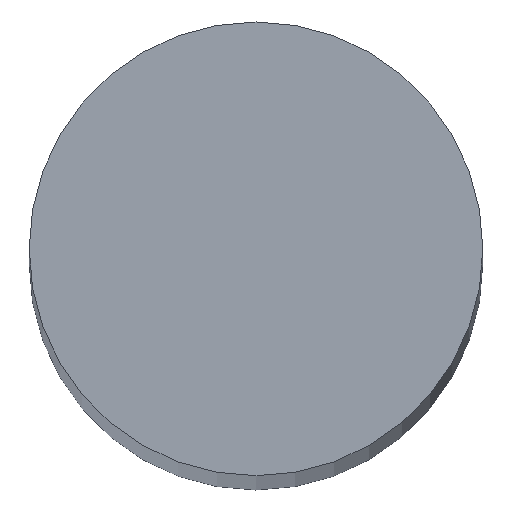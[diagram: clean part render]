
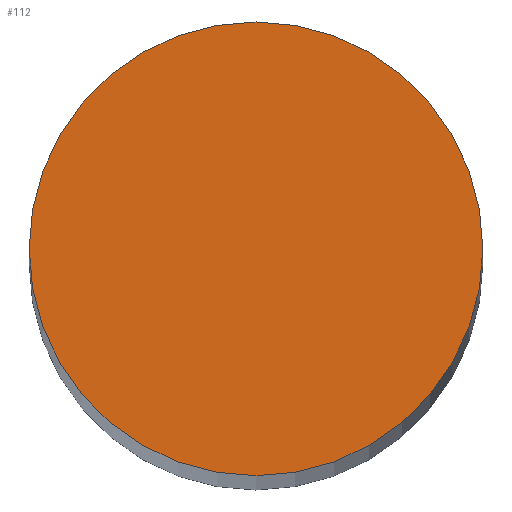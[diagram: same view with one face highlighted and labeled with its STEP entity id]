
A CAD part, top view. The second image highlights one B-rep face of the part: STEP entity #112.
In plain terms, the highlighted planar face has unit normal (0, 0, 1).
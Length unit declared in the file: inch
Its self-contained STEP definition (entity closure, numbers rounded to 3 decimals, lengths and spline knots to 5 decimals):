
#1 = CIRCLE ( 'NONE', #127, 0.166 ) ;
#4 = CARTESIAN_POINT ( 'NONE',  ( 0., 0., 3. ) ) ;
#14 = CARTESIAN_POINT ( 'NONE',  ( 0.166, 0., 3. ) ) ;
#15 = DIRECTION ( 'NONE',  ( 0., 0., 1. ) ) ;
#27 = CARTESIAN_POINT ( 'NONE',  ( 0., 0., 3. ) ) ;
#29 = VERTEX_POINT ( 'NONE', #14 ) ;
#31 = EDGE_LOOP ( 'NONE', ( #99 ) ) ;
#70 = AXIS2_PLACEMENT_3D ( 'NONE', #27, #88, #130 ) ;
#71 = DIRECTION ( 'NONE',  ( 1., 0., 0. ) ) ;
#72 = PLANE ( 'NONE',  #70 ) ;
#88 = DIRECTION ( 'NONE',  ( 0., 0., 1. ) ) ;
#89 = EDGE_CURVE ( 'NONE', #29, #29, #1, .T. ) ;
#92 = FACE_OUTER_BOUND ( 'NONE', #31, .T. ) ;
#99 = ORIENTED_EDGE ( 'NONE', *, *, #89, .T. ) ;
#112 = ADVANCED_FACE ( 'NONE', ( #92 ), #72, .T. ) ;
#127 = AXIS2_PLACEMENT_3D ( 'NONE', #4, #15, #71 ) ;
#130 = DIRECTION ( 'NONE',  ( 1., 0., 0. ) ) ;
